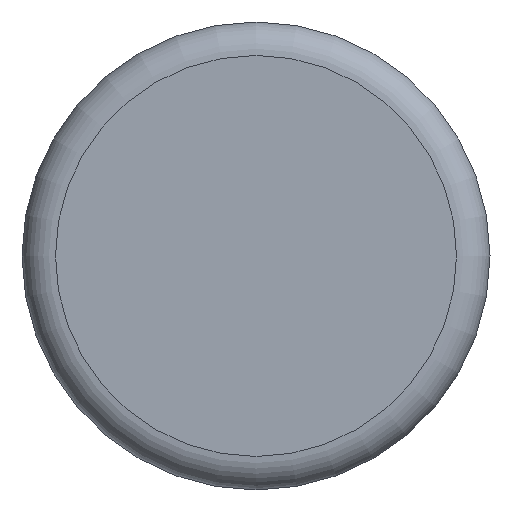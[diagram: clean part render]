
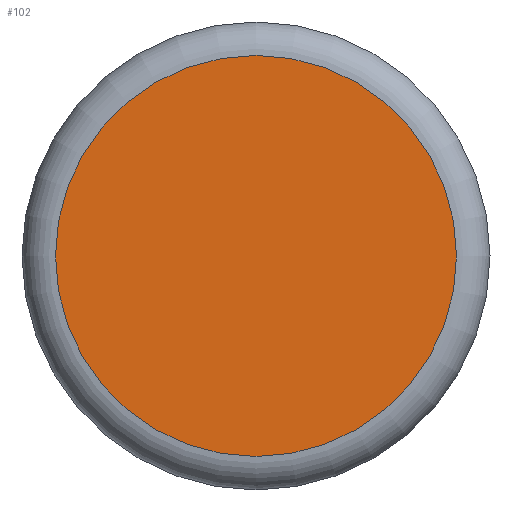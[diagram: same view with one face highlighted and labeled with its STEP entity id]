
A CAD part, top view. The second image highlights one B-rep face of the part: STEP entity #102.
In plain terms, the highlighted planar face has unit normal (0, 0, 1).
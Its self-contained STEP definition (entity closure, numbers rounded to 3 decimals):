
#102 = ADVANCED_FACE( '', ( #242 ), #243, .T. );
#242 = FACE_OUTER_BOUND( '', #422, .T. );
#243 = PLANE( '', #423 );
#422 = EDGE_LOOP( '', ( #642 ) );
#423 = AXIS2_PLACEMENT_3D( '', #643, #644, #645 );
#642 = ORIENTED_EDGE( '', *, *, #942, .T. );
#643 = CARTESIAN_POINT( '', ( 0., 14., 85. ) );
#644 = DIRECTION( '', ( 0., 0., 1. ) );
#645 = DIRECTION( '', ( 1., 0., 0. ) );
#942 = EDGE_CURVE( '', #1099, #1099, #1100, .T. );
#1099 = VERTEX_POINT( '', #1297 );
#1100 = CIRCLE( '', #1298, 11.984 );
#1297 = CARTESIAN_POINT( '', ( 11.984, 0., 85. ) );
#1298 = AXIS2_PLACEMENT_3D( '', #1551, #1552, #1553 );
#1551 = CARTESIAN_POINT( '', ( 0., 0., 85. ) );
#1552 = DIRECTION( '', ( 0., 0., 1. ) );
#1553 = DIRECTION( '', ( 1., 0., 0. ) );
